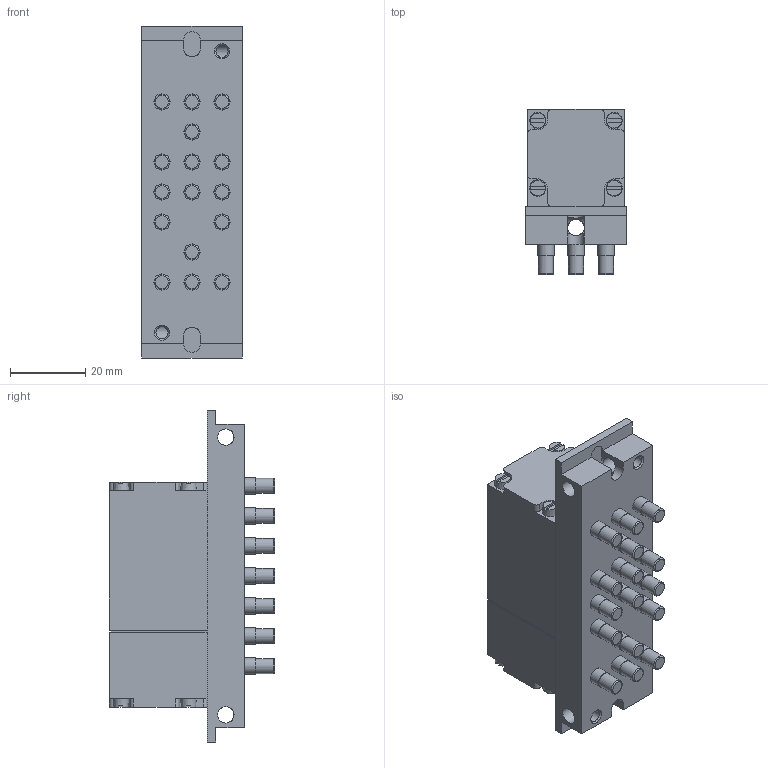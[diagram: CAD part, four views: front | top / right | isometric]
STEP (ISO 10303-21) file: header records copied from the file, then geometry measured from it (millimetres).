
FILE_DESCRIPTION(/* description */ ('STEP AP214'),/* implementation_level */ '2;1');
FILE_NAME(/* name */ '4606_VLL-5-PK-3',/* time_stamp */ '2024-09-16T15:38:45+02:00',/* author */ ('License CC BY-ND 4.0'),/* organization */ ('CADENAS'),/* preprocessor_version */ 'ST-DEVELOPER v19.3',/* originating_system */ 'PARTsolutions',/* authorisation */ ' ');
FILE_SCHEMA (('AUTOMOTIVE_DESIGN {1 0 10303 214 3 1 1}'));
Length unit declared in the file: millimetre
Products named in the file (1): 4606 VLL-5-PK-3
Bounding box: 26.8 x 44 x 88.5 mm (x, y, z)
Volume: 61867.9 mm3; surface area: 15024.4 mm2
Topology: 1 solids, 1 shells, 222 faces, 551 edges, 366 vertices
Faces by surface type: plane 127, cylinder 67, torus 16, cone 12
Full cylindrical faces by diameter (mm): 3.242 x2, 4 x16, 4.3 x16, 4.4 x3
Entity records: 7751 total; most frequent: CARTESIAN_POINT 1207, DIRECTION 1050, ORIENTED_EDGE 912, EDGE_CURVE 456, AXIS2_PLACEMENT_3D 415, VERTEX_POINT 336, EDGE_LOOP 336, FACE_BOUND 336
